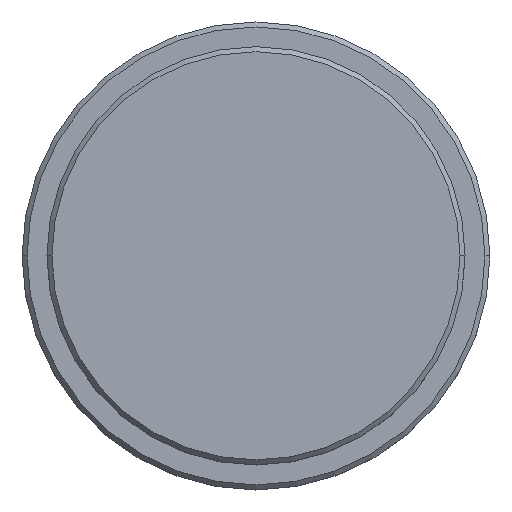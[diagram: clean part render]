
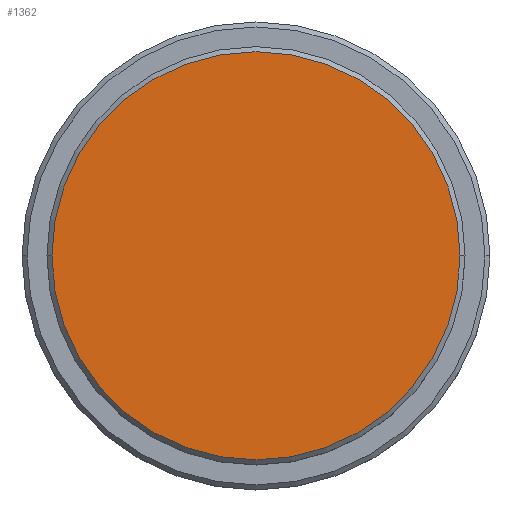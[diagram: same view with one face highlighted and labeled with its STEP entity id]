
A CAD part, top view. The second image highlights one B-rep face of the part: STEP entity #1362.
In plain terms, the highlighted planar face has unit normal (0, 0, 1).
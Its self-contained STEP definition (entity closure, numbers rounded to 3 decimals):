
#23 = AXIS2_PLACEMENT_3D ( 'NONE', #770, #976, #230 ) ;
#44 = EDGE_CURVE ( 'NONE', #183, #1008, #699, .T. ) ;
#105 = DIRECTION ( 'NONE',  ( 0., 0., 1. ) ) ;
#116 = ORIENTED_EDGE ( 'NONE', *, *, #1307, .T. ) ;
#131 = PLANE ( 'NONE',  #990 ) ;
#183 = VERTEX_POINT ( 'NONE', #1065 ) ;
#230 = DIRECTION ( 'NONE',  ( 1., 0., 0. ) ) ;
#247 = CARTESIAN_POINT ( 'NONE',  ( -20.5, 0., 0. ) ) ;
#353 = AXIS2_PLACEMENT_3D ( 'NONE', #540, #105, #433 ) ;
#433 = DIRECTION ( 'NONE',  ( 1., 0., 0. ) ) ;
#494 = DIRECTION ( 'NONE',  ( 0., 0., 1. ) ) ;
#531 = ORIENTED_EDGE ( 'NONE', *, *, #44, .T. ) ;
#540 = CARTESIAN_POINT ( 'NONE',  ( 0., 0., 0. ) ) ;
#568 = FACE_OUTER_BOUND ( 'NONE', #600, .T. ) ;
#600 = EDGE_LOOP ( 'NONE', ( #116, #531 ) ) ;
#699 = CIRCLE ( 'NONE', #353, 20.5 ) ;
#720 = CIRCLE ( 'NONE', #23, 20.5 ) ;
#770 = CARTESIAN_POINT ( 'NONE',  ( 0., 0., 0. ) ) ;
#976 = DIRECTION ( 'NONE',  ( 0., 0., 1. ) ) ;
#990 = AXIS2_PLACEMENT_3D ( 'NONE', #1226, #494, #1006 ) ;
#1006 = DIRECTION ( 'NONE',  ( 1., 0., 0. ) ) ;
#1008 = VERTEX_POINT ( 'NONE', #247 ) ;
#1065 = CARTESIAN_POINT ( 'NONE',  ( 20.5, 0., 0. ) ) ;
#1226 = CARTESIAN_POINT ( 'NONE',  ( 0., 0., 0. ) ) ;
#1307 = EDGE_CURVE ( 'NONE', #1008, #183, #720, .T. ) ;
#1362 = ADVANCED_FACE ( 'NONE', ( #568 ), #131, .T. ) ;
